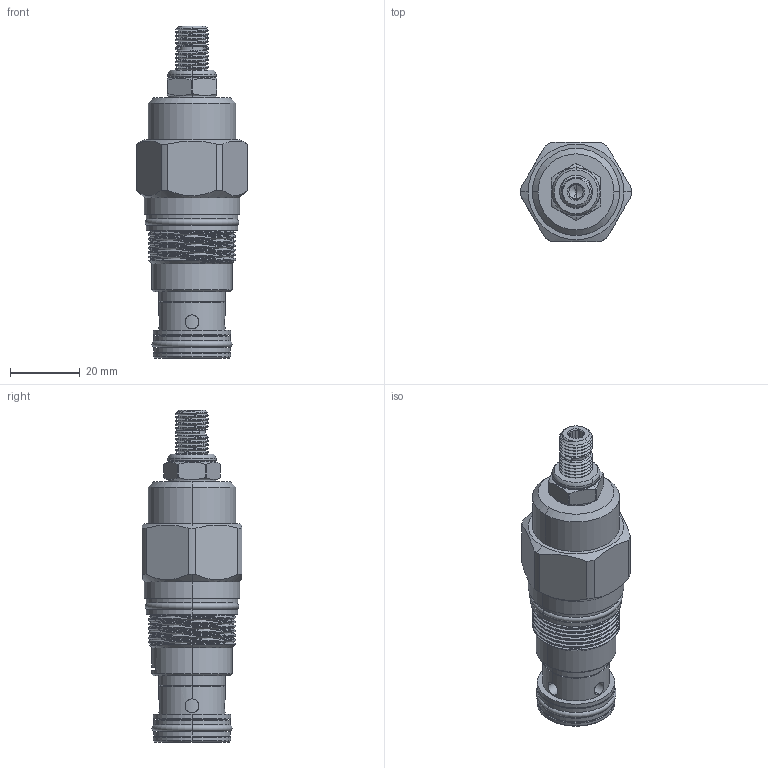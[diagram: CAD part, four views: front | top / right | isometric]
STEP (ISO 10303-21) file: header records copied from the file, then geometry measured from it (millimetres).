
FILE_DESCRIPTION (( 'STEP AP203' ), '1' );
FILE_NAME ('FR5A2F-L.STEP', '2016-05-24T01:20:35', ( '' ), ( '' ), 'SwSTEP 2.0', 'SolidWorks 2012', '' );
FILE_SCHEMA (( 'CONFIG_CONTROL_DESIGN' ));
Length unit declared in the file: millimetre
Products named in the file (1): FR5A2F-L
Bounding box: 31.8 x 28.57 x 95.2 mm (x, y, z)
Volume: 38002.7 mm3; surface area: 10812.6 mm2
Topology: 4 solids, 6 shells, 282 faces, 675 edges, 426 vertices
Faces by surface type: cylinder 143, plane 65, torus 34, cone 33, bspline 7
Entity records: 14274 total; most frequent: CARTESIAN_POINT 7794, DIRECTION 1367, ORIENTED_EDGE 1346, EDGE_CURVE 673, AXIS2_PLACEMENT_3D 574, VERTEX_POINT 426, EDGE_LOOP 315, CIRCLE 298
